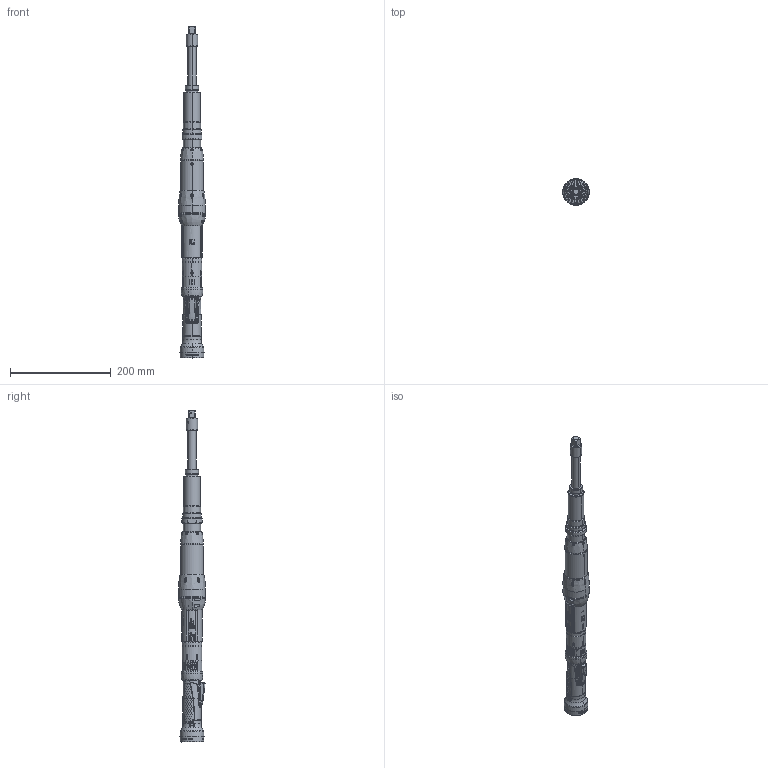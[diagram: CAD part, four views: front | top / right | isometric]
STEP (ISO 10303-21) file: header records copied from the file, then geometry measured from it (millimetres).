
FILE_DESCRIPTION((''),'2;1');
FILE_NAME('EXT_COMP_SW0001','2021-01-25T18:07:37',('INEdipo'),(''),'CREO PARAMETRIC BY PTC INC, 2020281','CREO PARAMETRIC BY PTC INC, 2020281','');
FILE_SCHEMA(('CONFIG_CONTROL_DESIGN'));
Products named in the file (1): EXT_COMP_SW0001
Bounding box: 53 x 53 x 657.75 mm (x, y, z)
Volume: 686731.4 mm3; surface area: 126229.6 mm2
Topology: 3 solids, 3 shells, 5259 faces, 14321 edges, 9358 vertices
Faces by surface type: plane 2034, bspline 1233, extrusion 913, cylinder 783, cone 146, torus 91, sphere 32, revolution 27
Entity records: 274310 total; most frequent: CARTESIAN_POINT 156985, ORIENTED_EDGE 28594, DIRECTION 16551, EDGE_CURVE 14297, VERTEX_POINT 9358, B_SPLINE_CURVE_WITH_KNOTS 7765, VECTOR 6418, EDGE_LOOP 5731
